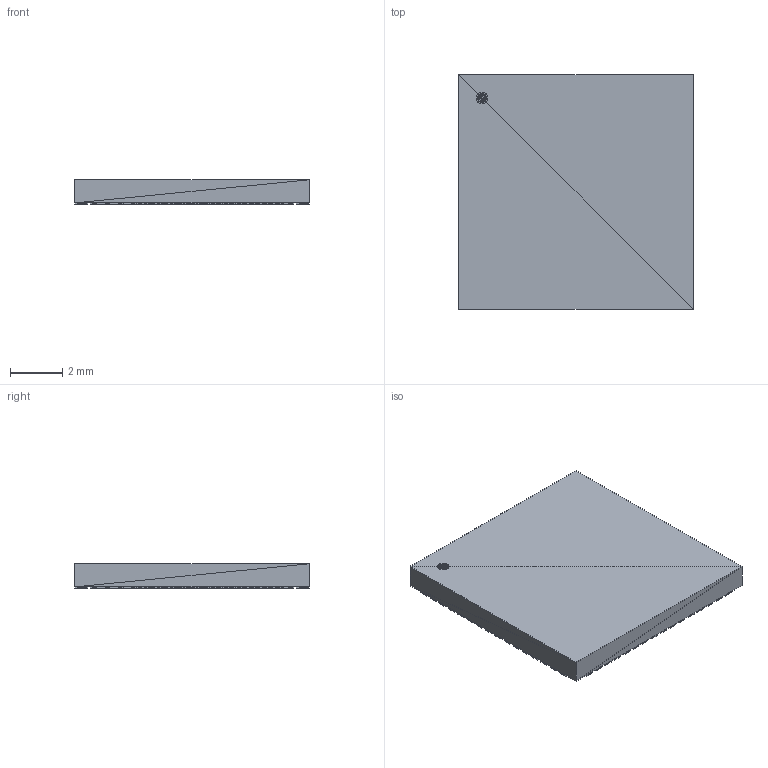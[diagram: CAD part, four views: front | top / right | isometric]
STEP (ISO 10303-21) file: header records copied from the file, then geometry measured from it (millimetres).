
FILE_DESCRIPTION(('STEP AP214'),'1');
FILE_NAME('QFN64_9X9MC-L','2018-07-21T19:42:32',(''),(''),'','','');
FILE_SCHEMA(('AUTOMOTIVE_DESIGN'));
Length unit declared in the file: millimetre
Products named in the file (1): product
Bounding box: 8.99 x 8.99 x 0.94 mm (x, y, z)
Surface area: 332.9 mm2 (no closed solid volume)
Topology: 0 solids, 920 shells, 920 faces, 2760 edges, 2760 vertices
Faces by surface type: plane 920
Entity records: 30419 total; most frequent: CARTESIAN_POINT 6441, DIRECTION 4602, ORIENTED_EDGE 2760, EDGE_CURVE 2760, VERTEX_POINT 2760, LINE 2760, VECTOR 2760, AXIS2_PLACEMENT_3D 921
